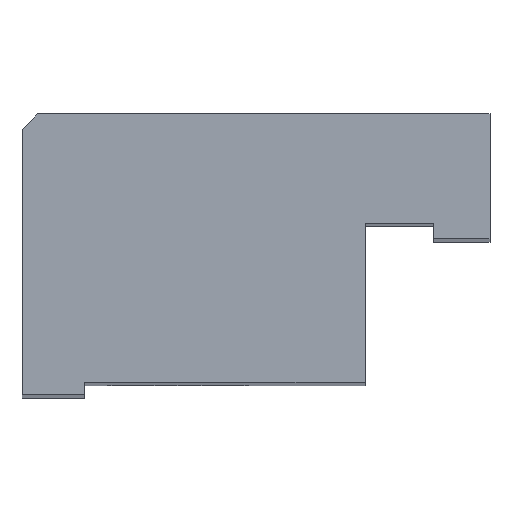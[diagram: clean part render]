
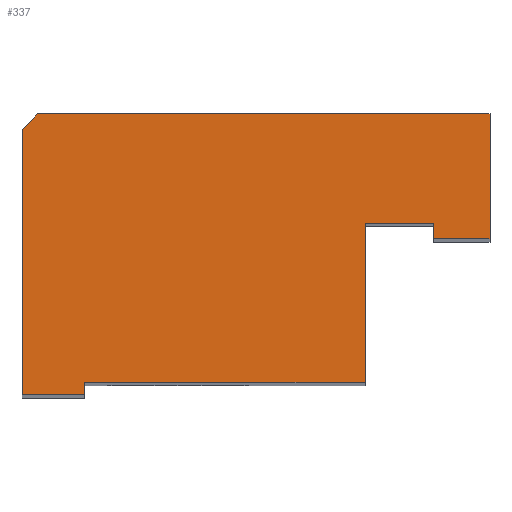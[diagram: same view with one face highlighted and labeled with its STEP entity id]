
A CAD part, top view. The second image highlights one B-rep face of the part: STEP entity #337.
In plain terms, the highlighted planar face has unit normal (0, 0, 1).
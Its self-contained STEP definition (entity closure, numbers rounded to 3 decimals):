
#15=LINE('',#482,#48);
#29=LINE('',#510,#62);
#31=LINE('',#514,#64);
#33=LINE('',#518,#66);
#35=LINE('',#522,#68);
#37=LINE('',#526,#70);
#39=LINE('',#530,#72);
#41=LINE('',#534,#74);
#43=LINE('',#538,#76);
#45=LINE('',#542,#78);
#47=LINE('',#545,#80);
#48=VECTOR('',#399,0.707);
#62=VECTOR('',#417,14.5);
#64=VECTOR('',#421,4.);
#66=VECTOR('',#425,1.8);
#68=VECTOR('',#429,0.5);
#70=VECTOR('',#433,2.2);
#72=VECTOR('',#437,5.1);
#74=VECTOR('',#441,9.);
#76=VECTOR('',#445,0.4);
#78=VECTOR('',#449,2.);
#80=VECTOR('',#453,8.5);
#113=FACE_OUTER_BOUND('',#142,.T.);
#142=EDGE_LOOP('',(#293,#294,#295,#296,#297,#298,#299,#300,#301,#302,#303));
#159=VERTEX_POINT('',#480);
#160=VERTEX_POINT('',#481);
#172=VERTEX_POINT('',#509);
#173=VERTEX_POINT('',#513);
#174=VERTEX_POINT('',#517);
#175=VERTEX_POINT('',#521);
#176=VERTEX_POINT('',#525);
#177=VERTEX_POINT('',#529);
#178=VERTEX_POINT('',#533);
#179=VERTEX_POINT('',#537);
#180=VERTEX_POINT('',#541);
#189=EDGE_CURVE('',#159,#160,#15,.T.);
#203=EDGE_CURVE('',#160,#172,#29,.T.);
#205=EDGE_CURVE('',#172,#173,#31,.T.);
#207=EDGE_CURVE('',#173,#174,#33,.T.);
#209=EDGE_CURVE('',#174,#175,#35,.T.);
#211=EDGE_CURVE('',#175,#176,#37,.T.);
#213=EDGE_CURVE('',#176,#177,#39,.T.);
#215=EDGE_CURVE('',#177,#178,#41,.T.);
#217=EDGE_CURVE('',#178,#179,#43,.T.);
#219=EDGE_CURVE('',#179,#180,#45,.T.);
#221=EDGE_CURVE('',#180,#159,#47,.T.);
#293=ORIENTED_EDGE('',*,*,#189,.F.);
#294=ORIENTED_EDGE('',*,*,#221,.F.);
#295=ORIENTED_EDGE('',*,*,#219,.F.);
#296=ORIENTED_EDGE('',*,*,#217,.F.);
#297=ORIENTED_EDGE('',*,*,#215,.F.);
#298=ORIENTED_EDGE('',*,*,#213,.F.);
#299=ORIENTED_EDGE('',*,*,#211,.F.);
#300=ORIENTED_EDGE('',*,*,#209,.F.);
#301=ORIENTED_EDGE('',*,*,#207,.F.);
#302=ORIENTED_EDGE('',*,*,#205,.F.);
#303=ORIENTED_EDGE('',*,*,#203,.F.);
#318=PLANE('',#366);
#337=ADVANCED_FACE('',(#113),#318,.T.);
#366=AXIS2_PLACEMENT_3D('',#546,#454,#455);
#399=DIRECTION('',(0.707,0.707,0.));
#417=DIRECTION('',(1.,0.,0.));
#421=DIRECTION('',(0.,-1.,0.));
#425=DIRECTION('',(-1.,0.,0.));
#429=DIRECTION('',(0.,1.,0.));
#433=DIRECTION('',(-1.,0.,0.));
#437=DIRECTION('',(0.,-1.,0.));
#441=DIRECTION('',(-1.,0.,0.));
#445=DIRECTION('',(0.,-1.,0.));
#449=DIRECTION('',(-1.,0.,0.));
#453=DIRECTION('',(0.,1.,0.));
#454=DIRECTION('center_axis',(0.,0.,1.));
#455=DIRECTION('ref_axis',(1.,0.,0.));
#480=CARTESIAN_POINT('',(-114.984,51.141,62.));
#481=CARTESIAN_POINT('',(-114.484,51.641,62.));
#482=CARTESIAN_POINT('',(-113.951,52.174,62.));
#509=CARTESIAN_POINT('',(-99.984,51.641,62.));
#510=CARTESIAN_POINT('',(-99.984,51.641,62.));
#513=CARTESIAN_POINT('',(-99.984,47.641,62.));
#514=CARTESIAN_POINT('',(-99.984,47.641,62.));
#517=CARTESIAN_POINT('',(-101.784,47.641,62.));
#518=CARTESIAN_POINT('',(-101.784,47.641,62.));
#521=CARTESIAN_POINT('',(-101.784,48.141,62.));
#522=CARTESIAN_POINT('',(-101.784,48.141,62.));
#525=CARTESIAN_POINT('',(-103.984,48.141,62.));
#526=CARTESIAN_POINT('',(-103.984,48.141,62.));
#529=CARTESIAN_POINT('',(-103.984,43.041,62.));
#530=CARTESIAN_POINT('',(-103.984,43.041,62.));
#533=CARTESIAN_POINT('',(-112.984,43.041,62.));
#534=CARTESIAN_POINT('',(-112.984,43.041,62.));
#537=CARTESIAN_POINT('',(-112.984,42.641,62.));
#538=CARTESIAN_POINT('',(-112.984,42.641,62.));
#541=CARTESIAN_POINT('',(-114.984,42.641,62.));
#542=CARTESIAN_POINT('',(-114.984,42.641,62.));
#545=CARTESIAN_POINT('',(-114.984,51.641,62.));
#546=CARTESIAN_POINT('Origin',(-107.872,47.66,62.));
